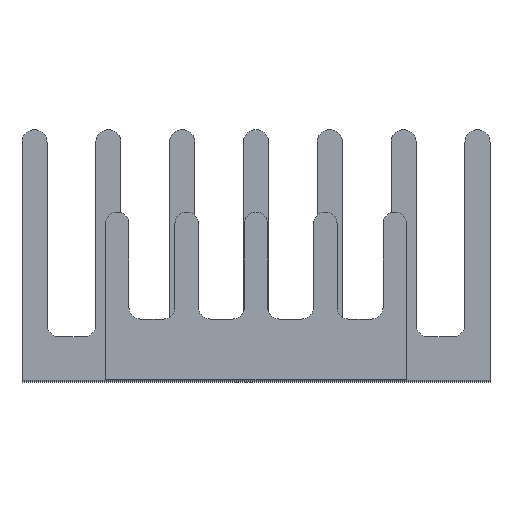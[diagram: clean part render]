
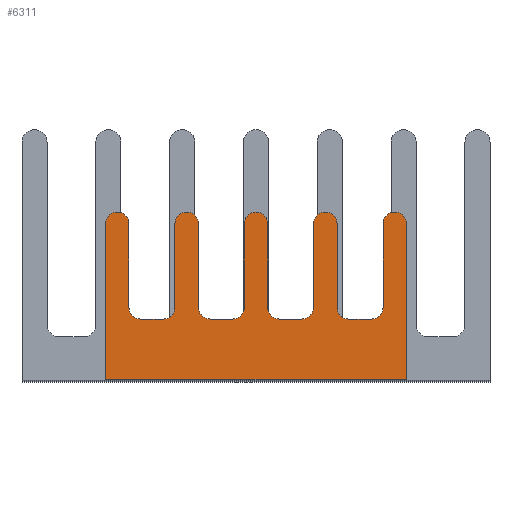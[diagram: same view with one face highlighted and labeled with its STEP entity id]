
A CAD part, top view. The second image highlights one B-rep face of the part: STEP entity #6311.
In plain terms, the highlighted planar face has unit normal (0, 0, 1).
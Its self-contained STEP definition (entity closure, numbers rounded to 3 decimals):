
#224=PLANE('',#6963);
#548=FACE_OUTER_BOUND('',#892,.T.);
#892=EDGE_LOOP('',(#5746,#5747,#5748,#5749,#5750,#5751,#5752,#5753,#5754,
#5755,#5756,#5757,#5758,#5759,#5760,#5761,#5762,#5763,#5764,#5765,#5766,
#5767,#5768,#5769,#5770,#5771,#5772,#5773));
#1482=LINE('',#10592,#2114);
#1487=LINE('',#10607,#2119);
#1492=LINE('',#10622,#2124);
#1497=LINE('',#10637,#2129);
#1504=LINE('',#10655,#2136);
#1509=LINE('',#10670,#2141);
#1514=LINE('',#10685,#2146);
#1519=LINE('',#10700,#2151);
#1520=LINE('',#10704,#2152);
#1521=LINE('',#10706,#2153);
#1522=LINE('',#10708,#2154);
#1523=LINE('',#10710,#2155);
#1524=LINE('',#10714,#2156);
#1525=LINE('',#10716,#2157);
#1526=LINE('',#10717,#2158);
#2114=VECTOR('',#8712,10.);
#2119=VECTOR('',#8725,10.);
#2124=VECTOR('',#8738,10.);
#2129=VECTOR('',#8751,10.);
#2136=VECTOR('',#8766,10.);
#2141=VECTOR('',#8779,10.);
#2146=VECTOR('',#8792,10.);
#2151=VECTOR('',#8805,10.);
#2152=VECTOR('',#8810,10.);
#2153=VECTOR('',#8813,10.);
#2154=VECTOR('',#8816,10.);
#2155=VECTOR('',#8819,10.);
#2156=VECTOR('',#8822,10.);
#2157=VECTOR('',#8823,10.);
#2158=VECTOR('',#8824,10.);
#2436=CIRCLE('',#6932,0.35);
#2438=CIRCLE('',#6936,0.35);
#2440=CIRCLE('',#6940,0.35);
#2442=CIRCLE('',#6944,0.35);
#2445=CIRCLE('',#6949,0.35);
#2447=CIRCLE('',#6953,0.35);
#2449=CIRCLE('',#6957,0.35);
#2451=CIRCLE('',#6961,0.35);
#2452=CIRCLE('',#6964,0.35);
#2453=CIRCLE('',#6965,0.35);
#2454=CIRCLE('',#6966,0.35);
#2455=CIRCLE('',#6967,0.35);
#2456=CIRCLE('',#6968,0.35);
#3022=VERTEX_POINT('',#10582);
#3023=VERTEX_POINT('',#10583);
#3026=VERTEX_POINT('',#10591);
#3028=VERTEX_POINT('',#10597);
#3029=VERTEX_POINT('',#10598);
#3032=VERTEX_POINT('',#10606);
#3034=VERTEX_POINT('',#10612);
#3035=VERTEX_POINT('',#10613);
#3038=VERTEX_POINT('',#10621);
#3040=VERTEX_POINT('',#10627);
#3041=VERTEX_POINT('',#10628);
#3044=VERTEX_POINT('',#10636);
#3048=VERTEX_POINT('',#10645);
#3049=VERTEX_POINT('',#10647);
#3051=VERTEX_POINT('',#10653);
#3054=VERTEX_POINT('',#10660);
#3055=VERTEX_POINT('',#10662);
#3057=VERTEX_POINT('',#10668);
#3060=VERTEX_POINT('',#10675);
#3061=VERTEX_POINT('',#10677);
#3063=VERTEX_POINT('',#10683);
#3066=VERTEX_POINT('',#10690);
#3067=VERTEX_POINT('',#10692);
#3069=VERTEX_POINT('',#10698);
#3070=VERTEX_POINT('',#10702);
#3071=VERTEX_POINT('',#10711);
#3072=VERTEX_POINT('',#10713);
#3073=VERTEX_POINT('',#10715);
#3918=EDGE_CURVE('',#3022,#3023,#2436,.T.);
#3922=EDGE_CURVE('',#3023,#3026,#1482,.T.);
#3925=EDGE_CURVE('',#3028,#3029,#2438,.T.);
#3929=EDGE_CURVE('',#3029,#3032,#1487,.T.);
#3932=EDGE_CURVE('',#3034,#3035,#2440,.T.);
#3936=EDGE_CURVE('',#3035,#3038,#1492,.T.);
#3939=EDGE_CURVE('',#3040,#3041,#2442,.T.);
#3943=EDGE_CURVE('',#3041,#3044,#1497,.T.);
#3948=EDGE_CURVE('',#3048,#3049,#2445,.T.);
#3952=EDGE_CURVE('',#3048,#3051,#1504,.T.);
#3955=EDGE_CURVE('',#3054,#3055,#2447,.T.);
#3959=EDGE_CURVE('',#3054,#3057,#1509,.T.);
#3962=EDGE_CURVE('',#3060,#3061,#2449,.T.);
#3966=EDGE_CURVE('',#3060,#3063,#1514,.T.);
#3969=EDGE_CURVE('',#3066,#3067,#2451,.T.);
#3973=EDGE_CURVE('',#3066,#3069,#1519,.T.);
#3974=EDGE_CURVE('',#3044,#3070,#2452,.T.);
#3975=EDGE_CURVE('',#3049,#3040,#1520,.T.);
#3976=EDGE_CURVE('',#3038,#3051,#2453,.T.);
#3977=EDGE_CURVE('',#3055,#3034,#1521,.T.);
#3978=EDGE_CURVE('',#3032,#3057,#2454,.T.);
#3979=EDGE_CURVE('',#3061,#3028,#1522,.T.);
#3980=EDGE_CURVE('',#3026,#3063,#2455,.T.);
#3981=EDGE_CURVE('',#3067,#3022,#1523,.T.);
#3982=EDGE_CURVE('',#3071,#3069,#2456,.T.);
#3983=EDGE_CURVE('',#3072,#3071,#1524,.T.);
#3984=EDGE_CURVE('',#3073,#3072,#1525,.T.);
#3985=EDGE_CURVE('',#3073,#3070,#1526,.T.);
#5746=ORIENTED_EDGE('',*,*,#3974,.F.);
#5747=ORIENTED_EDGE('',*,*,#3943,.F.);
#5748=ORIENTED_EDGE('',*,*,#3939,.F.);
#5749=ORIENTED_EDGE('',*,*,#3975,.F.);
#5750=ORIENTED_EDGE('',*,*,#3948,.F.);
#5751=ORIENTED_EDGE('',*,*,#3952,.T.);
#5752=ORIENTED_EDGE('',*,*,#3976,.F.);
#5753=ORIENTED_EDGE('',*,*,#3936,.F.);
#5754=ORIENTED_EDGE('',*,*,#3932,.F.);
#5755=ORIENTED_EDGE('',*,*,#3977,.F.);
#5756=ORIENTED_EDGE('',*,*,#3955,.F.);
#5757=ORIENTED_EDGE('',*,*,#3959,.T.);
#5758=ORIENTED_EDGE('',*,*,#3978,.F.);
#5759=ORIENTED_EDGE('',*,*,#3929,.F.);
#5760=ORIENTED_EDGE('',*,*,#3925,.F.);
#5761=ORIENTED_EDGE('',*,*,#3979,.F.);
#5762=ORIENTED_EDGE('',*,*,#3962,.F.);
#5763=ORIENTED_EDGE('',*,*,#3966,.T.);
#5764=ORIENTED_EDGE('',*,*,#3980,.F.);
#5765=ORIENTED_EDGE('',*,*,#3922,.F.);
#5766=ORIENTED_EDGE('',*,*,#3918,.F.);
#5767=ORIENTED_EDGE('',*,*,#3981,.F.);
#5768=ORIENTED_EDGE('',*,*,#3969,.F.);
#5769=ORIENTED_EDGE('',*,*,#3973,.T.);
#5770=ORIENTED_EDGE('',*,*,#3982,.F.);
#5771=ORIENTED_EDGE('',*,*,#3983,.F.);
#5772=ORIENTED_EDGE('',*,*,#3984,.F.);
#5773=ORIENTED_EDGE('',*,*,#3985,.T.);
#6311=ADVANCED_FACE('',(#548),#224,.T.);
#6932=AXIS2_PLACEMENT_3D('',#10584,#8704,#8705);
#6936=AXIS2_PLACEMENT_3D('',#10599,#8717,#8718);
#6940=AXIS2_PLACEMENT_3D('',#10614,#8730,#8731);
#6944=AXIS2_PLACEMENT_3D('',#10629,#8743,#8744);
#6949=AXIS2_PLACEMENT_3D('',#10648,#8759,#8760);
#6953=AXIS2_PLACEMENT_3D('',#10663,#8772,#8773);
#6957=AXIS2_PLACEMENT_3D('',#10678,#8785,#8786);
#6961=AXIS2_PLACEMENT_3D('',#10693,#8798,#8799);
#6963=AXIS2_PLACEMENT_3D('',#10701,#8806,#8807);
#6964=AXIS2_PLACEMENT_3D('',#10703,#8808,#8809);
#6965=AXIS2_PLACEMENT_3D('',#10705,#8811,#8812);
#6966=AXIS2_PLACEMENT_3D('',#10707,#8814,#8815);
#6967=AXIS2_PLACEMENT_3D('',#10709,#8817,#8818);
#6968=AXIS2_PLACEMENT_3D('',#10712,#8820,#8821);
#8704=DIRECTION('center_axis',(0.,0.,1.));
#8705=DIRECTION('ref_axis',(0.707,-0.707,0.));
#8712=DIRECTION('',(0.,1.,0.));
#8717=DIRECTION('center_axis',(0.,0.,1.));
#8718=DIRECTION('ref_axis',(0.707,-0.707,0.));
#8725=DIRECTION('',(0.,1.,0.));
#8730=DIRECTION('center_axis',(0.,0.,1.));
#8731=DIRECTION('ref_axis',(0.707,-0.707,0.));
#8738=DIRECTION('',(0.,1.,0.));
#8743=DIRECTION('center_axis',(0.,0.,1.));
#8744=DIRECTION('ref_axis',(0.707,-0.707,0.));
#8751=DIRECTION('',(0.,1.,0.));
#8759=DIRECTION('center_axis',(0.,0.,1.));
#8760=DIRECTION('ref_axis',(-0.707,-0.707,0.));
#8766=DIRECTION('',(0.,1.,0.));
#8772=DIRECTION('center_axis',(0.,0.,1.));
#8773=DIRECTION('ref_axis',(-0.707,-0.707,0.));
#8779=DIRECTION('',(0.,1.,0.));
#8785=DIRECTION('center_axis',(0.,0.,1.));
#8786=DIRECTION('ref_axis',(-0.707,-0.707,0.));
#8792=DIRECTION('',(0.,1.,0.));
#8798=DIRECTION('center_axis',(0.,0.,1.));
#8799=DIRECTION('ref_axis',(-0.707,-0.707,0.));
#8805=DIRECTION('',(0.,1.,0.));
#8806=DIRECTION('center_axis',(0.,0.,1.));
#8807=DIRECTION('ref_axis',(1.,0.,0.));
#8808=DIRECTION('center_axis',(0.,0.,-1.));
#8809=DIRECTION('ref_axis',(0.707,0.707,0.));
#8810=DIRECTION('',(1.,0.,0.));
#8811=DIRECTION('center_axis',(0.,0.,-1.));
#8812=DIRECTION('ref_axis',(0.707,0.707,0.));
#8813=DIRECTION('',(1.,0.,0.));
#8814=DIRECTION('center_axis',(0.,0.,-1.));
#8815=DIRECTION('ref_axis',(0.707,0.707,0.));
#8816=DIRECTION('',(1.,0.,0.));
#8817=DIRECTION('center_axis',(0.,0.,-1.));
#8818=DIRECTION('ref_axis',(0.707,0.707,0.));
#8819=DIRECTION('',(1.,0.,0.));
#8820=DIRECTION('center_axis',(0.,0.,-1.));
#8821=DIRECTION('ref_axis',(0.707,0.707,0.));
#8822=DIRECTION('',(0.,1.,0.));
#8823=DIRECTION('',(-1.,0.,0.));
#8824=DIRECTION('',(0.,1.,0.));
#10582=CARTESIAN_POINT('',(-2.775,1.8,47.5));
#10583=CARTESIAN_POINT('',(-2.425,2.15,47.5));
#10584=CARTESIAN_POINT('Origin',(-2.775,2.15,47.5));
#10591=CARTESIAN_POINT('',(-2.425,4.65,47.5));
#10592=CARTESIAN_POINT('',(-2.425,0.,47.5));
#10597=CARTESIAN_POINT('',(-0.7,1.8,47.5));
#10598=CARTESIAN_POINT('',(-0.35,2.15,47.5));
#10599=CARTESIAN_POINT('Origin',(-0.7,2.15,47.5));
#10606=CARTESIAN_POINT('',(-0.35,4.65,47.5));
#10607=CARTESIAN_POINT('',(-0.35,0.,47.5));
#10612=CARTESIAN_POINT('',(1.375,1.8,47.5));
#10613=CARTESIAN_POINT('',(1.725,2.15,47.5));
#10614=CARTESIAN_POINT('Origin',(1.375,2.15,47.5));
#10621=CARTESIAN_POINT('',(1.725,4.65,47.5));
#10622=CARTESIAN_POINT('',(1.725,0.,47.5));
#10627=CARTESIAN_POINT('',(3.45,1.8,47.5));
#10628=CARTESIAN_POINT('',(3.8,2.15,47.5));
#10629=CARTESIAN_POINT('Origin',(3.45,2.15,47.5));
#10636=CARTESIAN_POINT('',(3.8,4.65,47.5));
#10637=CARTESIAN_POINT('',(3.8,0.,47.5));
#10645=CARTESIAN_POINT('',(2.425,2.15,47.5));
#10647=CARTESIAN_POINT('',(2.775,1.8,47.5));
#10648=CARTESIAN_POINT('Origin',(2.775,2.15,47.5));
#10653=CARTESIAN_POINT('',(2.425,4.65,47.5));
#10655=CARTESIAN_POINT('',(2.425,0.,47.5));
#10660=CARTESIAN_POINT('',(0.35,2.15,47.5));
#10662=CARTESIAN_POINT('',(0.7,1.8,47.5));
#10663=CARTESIAN_POINT('Origin',(0.7,2.15,47.5));
#10668=CARTESIAN_POINT('',(0.35,4.65,47.5));
#10670=CARTESIAN_POINT('',(0.35,0.,47.5));
#10675=CARTESIAN_POINT('',(-1.725,2.15,47.5));
#10677=CARTESIAN_POINT('',(-1.375,1.8,47.5));
#10678=CARTESIAN_POINT('Origin',(-1.375,2.15,47.5));
#10683=CARTESIAN_POINT('',(-1.725,4.65,47.5));
#10685=CARTESIAN_POINT('',(-1.725,0.,47.5));
#10690=CARTESIAN_POINT('',(-3.8,2.15,47.5));
#10692=CARTESIAN_POINT('',(-3.45,1.8,47.5));
#10693=CARTESIAN_POINT('Origin',(-3.45,2.15,47.5));
#10698=CARTESIAN_POINT('',(-3.8,4.65,47.5));
#10700=CARTESIAN_POINT('',(-3.8,0.,47.5));
#10701=CARTESIAN_POINT('Origin',(-4.5,0.,47.5));
#10702=CARTESIAN_POINT('',(4.5,4.65,47.5));
#10703=CARTESIAN_POINT('Origin',(4.15,4.65,47.5));
#10704=CARTESIAN_POINT('',(4.5,1.8,47.5));
#10705=CARTESIAN_POINT('Origin',(2.075,4.65,47.5));
#10706=CARTESIAN_POINT('',(4.5,1.8,47.5));
#10707=CARTESIAN_POINT('Origin',(0.,4.65,47.5));
#10708=CARTESIAN_POINT('',(4.5,1.8,47.5));
#10709=CARTESIAN_POINT('Origin',(-2.075,4.65,47.5));
#10710=CARTESIAN_POINT('',(4.5,1.8,47.5));
#10711=CARTESIAN_POINT('',(-4.5,4.65,47.5));
#10712=CARTESIAN_POINT('Origin',(-4.15,4.65,47.5));
#10713=CARTESIAN_POINT('',(-4.5,0.,47.5));
#10714=CARTESIAN_POINT('',(-4.5,0.,47.5));
#10715=CARTESIAN_POINT('',(4.5,0.,47.5));
#10716=CARTESIAN_POINT('',(4.5,0.,47.5));
#10717=CARTESIAN_POINT('',(4.5,0.,47.5));
